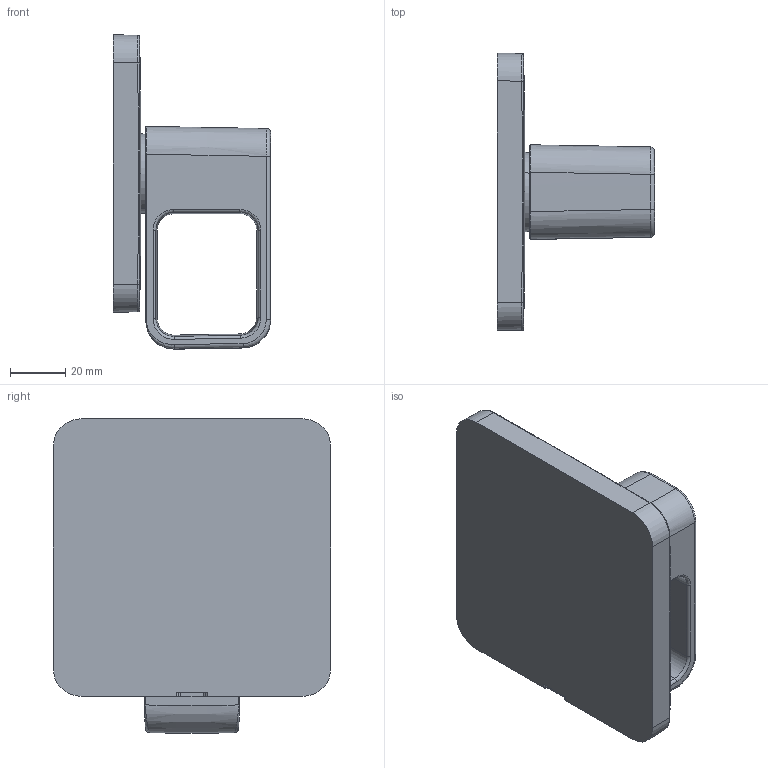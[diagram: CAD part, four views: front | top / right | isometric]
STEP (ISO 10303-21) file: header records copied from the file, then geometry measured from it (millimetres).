
FILE_DESCRIPTION(('CAx-IF Rec.Pracs.---Model Styling and Organization---1.2---2011-12-15','CAx-IF Rec.Pracs.---Geometric and Assembly Validation Properties---4.1---2014-06-16','CAx-IF Rec.Pracs.---PMI Polyline Presentation---2.0---2013-05-24'),'2;1');
FILE_NAME('1000126082_PPR_000.stp','2018-04-26T12:44:17+02:00',(''),(''),'STEP Interface 4.1 by CT CoreTechnologie','3D_Evolution4.1 by CT CoreTechnologie','');
FILE_SCHEMA(('AP203_CONFIGURATION_CONTROLLED_3D_DESIGN_OF_MECHANICAL_PARTS_AND_ASSEMBLIES_MIM_LF'));
Length unit declared in the file: millimetre
Products named in the file (4): P_2 AX Urquiola UP-Ventil F-Set 1000126082_PPR_000_A0; P_2 Rosette AV AX Urquiola 1000126080_PPA_000_A0; P_2 Griff rechts 3L-WTA-WM Urquiola 1000116895_PPA_000_A0; P_2 Hülse 3L_WTA_WM Urquiola 1000116901_PPA_000_A0
Assembly tree (3 placements, depth 2):
  P_2 AX Urquiola UP-Ventil F-Set 1000126082_PPR_000_A0
    P_2 Rosette AV AX Urquiola 1000126080_PPA_000_A0
    P_2 Griff rechts 3L-WTA-WM Urquiola 1000116895_PPA_000_A0
    P_2 Hülse 3L_WTA_WM Urquiola 1000116901_PPA_000_A0
Bounding box: 56.76 x 100 x 113.3 mm (x, y, z)
Volume: 164993.1 mm3; surface area: 41710.1 mm2
Topology: 3 solids, 3 shells, 101 faces, 232 edges, 138 vertices
Faces by surface type: bspline 57, cylinder 26, plane 18
Entity records: 9170 total; most frequent: CARTESIAN_POINT 5514, DIRECTION 470, ORIENTED_EDGE 464, EDGE_CURVE 232, AXIS2_PLACEMENT_3D 198, CIRCLE 150, VERTEX_POINT 138, EDGE_LOOP 104
